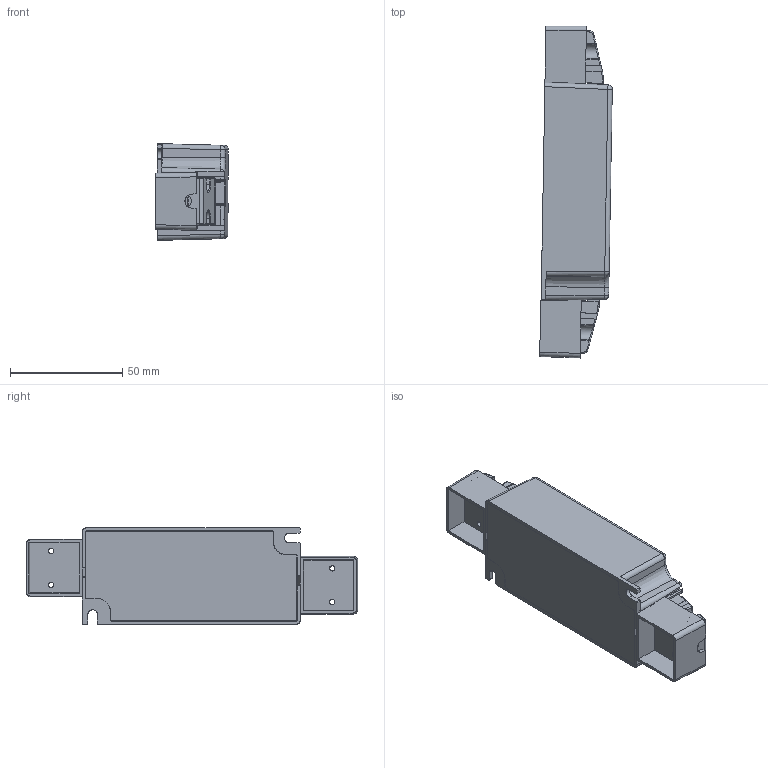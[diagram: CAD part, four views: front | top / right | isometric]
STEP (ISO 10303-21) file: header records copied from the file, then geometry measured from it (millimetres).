
FILE_DESCRIPTION((''),'2;1');
FILE_NAME('LG2P30W_ASM','2019-02-19T',('wsenga'),(''),'PRO/ENGINEER BY PARAMETRIC TECHNOLOGY CORPORATION, 2012360','PRO/ENGINEER BY PARAMETRIC TECHNOLOGY CORPORATION, 2012360','');
FILE_SCHEMA(('CONFIG_CONTROL_DESIGN'));
Length unit declared in the file: millimetre
Products named in the file (7): MAWLG2P30W-1A; MAWLBCS20WZ-2A; MAWLG2P30WZ-4A; MAWLG2P30WZ-3A; MAWLG2P30WZ-6A; MAWLG2P30WZ-5A; LG2P30W_ASM
Assembly tree (6 placements, depth 2):
  LG2P30W_ASM
    MAWLG2P30W-1A
    MAWLBCS20WZ-2A
    MAWLG2P30WZ-4A
    MAWLG2P30WZ-3A
    MAWLG2P30WZ-6A
    MAWLG2P30WZ-5A
Bounding box: 32.27 x 147.61 x 43 mm (x, y, z)
Surface area: 54717.8 mm2 (no closed solid volume)
Topology: 0 solids, 6 shells, 1281 faces, 3637 edges, 2381 vertices
Faces by surface type: plane 840, cylinder 313, bspline 45, extrusion 24, torus 23, cone 22, sphere 14
Entity records: 44580 total; most frequent: CARTESIAN_POINT 11504, ORIENTED_EDGE 7274, DIRECTION 6297, EDGE_CURVE 3637, VECTOR 2753, LINE 2729, VERTEX_POINT 2381, AXIS2_PLACEMENT_3D 1772
